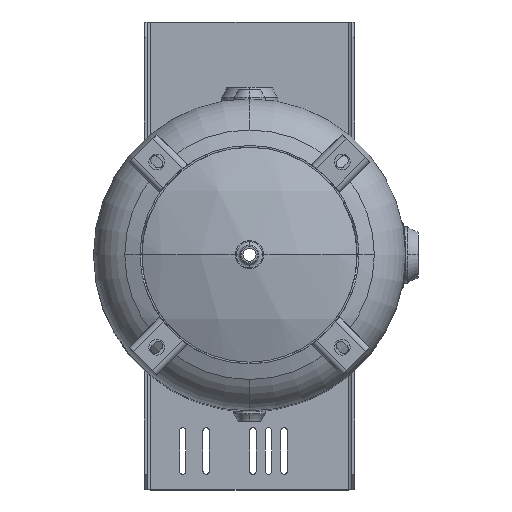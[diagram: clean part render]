
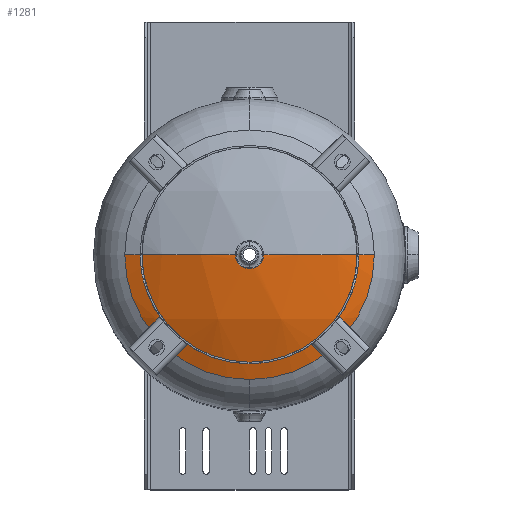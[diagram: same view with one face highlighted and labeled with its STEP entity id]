
A CAD part, top view. The second image highlights one B-rep face of the part: STEP entity #1281.
In plain terms, the highlighted spherical face has radius 457.2 mm.
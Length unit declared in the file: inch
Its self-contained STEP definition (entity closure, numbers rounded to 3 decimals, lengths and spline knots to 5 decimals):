
#402 = AXIS2_PLACEMENT_3D ( 'NONE', #8052, #8058, #8059 ) ;
#1281 = ADVANCED_FACE ( 'NONE', ( #8053 ), #8055, .T. ) ;
#3946 = EDGE_LOOP ( 'NONE', ( #4096, #4038, #4052, #4093, #8084 ) ) ;
#4038 = ORIENTED_EDGE ( 'NONE', *, *, #9026, .T. ) ;
#4052 = ORIENTED_EDGE ( 'NONE', *, *, #8465, .F. ) ;
#4093 = ORIENTED_EDGE ( 'NONE', *, *, #9032, .F. ) ;
#4096 = ORIENTED_EDGE ( 'NONE', *, *, #9039, .F. ) ;
#4870 = CARTESIAN_POINT ( 'NONE',  ( -0.5965, 0., 23.99011 ) ) ;
#5044 = CARTESIAN_POINT ( 'NONE',  ( -8., 0., 22.12452 ) ) ;
#5124 = CARTESIAN_POINT ( 'NONE',  ( 8., 0., 22.12452 ) ) ;
#5841 = CARTESIAN_POINT ( 'NONE',  ( 0., 0., 22.12452 ) ) ;
#5842 = DIRECTION ( 'NONE',  ( 0., 0., -1. ) ) ;
#5843 = DIRECTION ( 'NONE',  ( 0., 1., 0. ) ) ;
#5980 = CARTESIAN_POINT ( 'NONE',  ( 0., 0., 6. ) ) ;
#5981 = DIRECTION ( 'NONE',  ( 0., 1., 0. ) ) ;
#5982 = DIRECTION ( 'NONE',  ( 0., 0., 1. ) ) ;
#6195 = CARTESIAN_POINT ( 'NONE',  ( 0., 0., 6. ) ) ;
#6196 = DIRECTION ( 'NONE',  ( 0., -1., 0. ) ) ;
#6197 = DIRECTION ( 'NONE',  ( 1., 0., 0. ) ) ;
#6213 = CARTESIAN_POINT ( 'NONE',  ( 0., 0., 22.12452 ) ) ;
#6214 = DIRECTION ( 'NONE',  ( 0., 0., -1. ) ) ;
#6215 = DIRECTION ( 'NONE',  ( 0., 1., 0. ) ) ;
#6235 = CARTESIAN_POINT ( 'NONE',  ( 0., 0., 23.99011 ) ) ;
#6236 = DIRECTION ( 'NONE',  ( 0., 0., 1. ) ) ;
#6237 = DIRECTION ( 'NONE',  ( -1., 0., 0. ) ) ;
#6487 = CARTESIAN_POINT ( 'NONE',  ( 0., -8., 22.12452 ) ) ;
#6564 = CARTESIAN_POINT ( 'NONE',  ( 0.5965, 0., 23.99011 ) ) ;
#6869 = AXIS2_PLACEMENT_3D ( 'NONE', #5841, #5842, #5843 ) ;
#6877 = CIRCLE ( 'NONE', #6869, 8. ) ;
#6892 = AXIS2_PLACEMENT_3D ( 'NONE', #5980, #5981, #5982 ) ;
#6900 = CIRCLE ( 'NONE', #6892, 18. ) ;
#8052 = CARTESIAN_POINT ( 'NONE',  ( 0., 0., 6. ) ) ;
#8053 = FACE_OUTER_BOUND ( 'NONE', #3946, .T. ) ;
#8055 = SPHERICAL_SURFACE ( 'NONE', #402, 18. ) ;
#8058 = DIRECTION ( 'NONE',  ( 0., -1., 0. ) ) ;
#8059 = DIRECTION ( 'NONE',  ( 1., 0., 0. ) ) ;
#8084 = ORIENTED_EDGE ( 'NONE', *, *, #8482, .F. ) ;
#8465 = EDGE_CURVE ( 'NONE', #9911, #14085, #6877, .T. ) ;
#8482 = EDGE_CURVE ( 'NONE', #10189, #14417, #6900, .T. ) ;
#9026 = EDGE_CURVE ( 'NONE', #12673, #14085, #10015, .T. ) ;
#9032 = EDGE_CURVE ( 'NONE', #14417, #9911, #10004, .T. ) ;
#9039 = EDGE_CURVE ( 'NONE', #12673, #10189, #9991, .T. ) ;
#9911 = VERTEX_POINT ( 'NONE', #6487 ) ;
#9988 = AXIS2_PLACEMENT_3D ( 'NONE', #6235, #6236, #6237 ) ;
#9991 = CIRCLE ( 'NONE', #9988, 0.5965 ) ;
#10001 = AXIS2_PLACEMENT_3D ( 'NONE', #6213, #6214, #6215 ) ;
#10004 = CIRCLE ( 'NONE', #10001, 8. ) ;
#10012 = AXIS2_PLACEMENT_3D ( 'NONE', #6195, #6196, #6197 ) ;
#10015 = CIRCLE ( 'NONE', #10012, 18. ) ;
#10189 = VERTEX_POINT ( 'NONE', #6564 ) ;
#12673 = VERTEX_POINT ( 'NONE', #4870 ) ;
#14085 = VERTEX_POINT ( 'NONE', #5044 ) ;
#14417 = VERTEX_POINT ( 'NONE', #5124 ) ;
